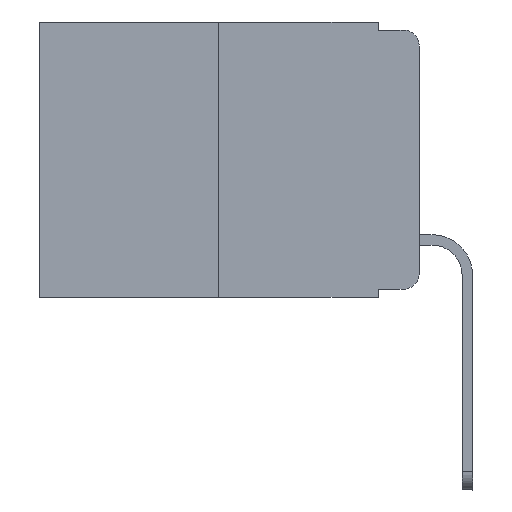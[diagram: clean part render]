
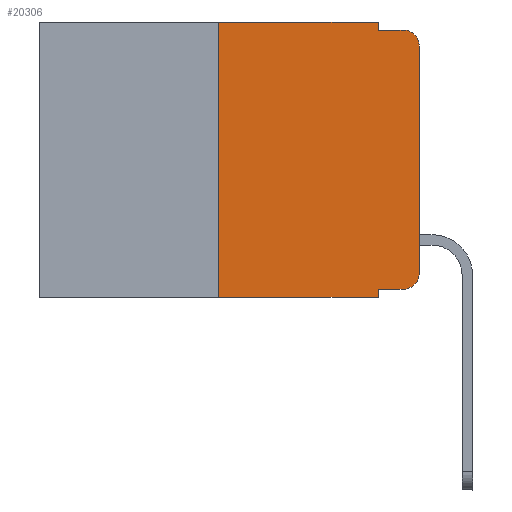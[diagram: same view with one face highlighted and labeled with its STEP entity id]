
A CAD part, left-side view. The second image highlights one B-rep face of the part: STEP entity #20306.
In plain terms, the highlighted planar face has unit normal (-1, 0, 0).
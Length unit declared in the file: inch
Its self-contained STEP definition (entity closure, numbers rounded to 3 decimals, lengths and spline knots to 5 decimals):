
#228 = VERTEX_POINT ( 'NONE', #7842 ) ;
#379 = VERTEX_POINT ( 'NONE', #2065 ) ;
#604 = AXIS2_PLACEMENT_3D ( 'NONE', #6875, #13267, #9599 ) ;
#1529 = EDGE_CURVE ( 'NONE', #4339, #3298, #3467, .T. ) ;
#1640 = ORIENTED_EDGE ( 'NONE', *, *, #7440, .F. ) ;
#1862 = EDGE_CURVE ( 'NONE', #3298, #10811, #15014, .T. ) ;
#2065 = CARTESIAN_POINT ( 'NONE',  ( 0., 0.02, -0.01 ) ) ;
#2120 = EDGE_CURVE ( 'NONE', #4512, #19686, #18996, .T. ) ;
#2629 = CARTESIAN_POINT ( 'NONE',  ( 0., 0.25, -0.343 ) ) ;
#2827 = DIRECTION ( 'NONE',  ( 0., -1., 0. ) ) ;
#2937 = EDGE_CURVE ( 'NONE', #228, #6899, #15972, .T. ) ;
#3098 = DIRECTION ( 'NONE',  ( 0., 0., -1. ) ) ;
#3164 = CARTESIAN_POINT ( 'NONE',  ( 0., 0.25, 0. ) ) ;
#3298 = VERTEX_POINT ( 'NONE', #17225 ) ;
#3418 = CARTESIAN_POINT ( 'NONE',  ( 0., 0., -0.03 ) ) ;
#3467 = CIRCLE ( 'NONE', #5770, 0.02 ) ;
#3636 = CIRCLE ( 'NONE', #604, 0.02 ) ;
#3960 = CARTESIAN_POINT ( 'NONE',  ( 0., 0.25, 0. ) ) ;
#4107 = PLANE ( 'NONE',  #8359 ) ;
#4339 = VERTEX_POINT ( 'NONE', #8646 ) ;
#4411 = ORIENTED_EDGE ( 'NONE', *, *, #1862, .T. ) ;
#4512 = VERTEX_POINT ( 'NONE', #7479 ) ;
#5770 = AXIS2_PLACEMENT_3D ( 'NONE', #17096, #8152, #18669 ) ;
#5778 = ORIENTED_EDGE ( 'NONE', *, *, #12057, .T. ) ;
#6398 = VECTOR ( 'NONE', #20291, 39.37008 ) ;
#6438 = CARTESIAN_POINT ( 'NONE',  ( 0., 0.051, -0.01 ) ) ;
#6555 = CARTESIAN_POINT ( 'NONE',  ( 0., 0.051, -0.343 ) ) ;
#6875 = CARTESIAN_POINT ( 'NONE',  ( 0., 0.02, -0.03 ) ) ;
#6899 = VERTEX_POINT ( 'NONE', #6438 ) ;
#7440 = EDGE_CURVE ( 'NONE', #6899, #379, #16240, .T. ) ;
#7479 = CARTESIAN_POINT ( 'NONE',  ( 0., 0.051, -0.333 ) ) ;
#7547 = FACE_OUTER_BOUND ( 'NONE', #13559, .T. ) ;
#7671 = DIRECTION ( 'NONE',  ( 0., -1., 0. ) ) ;
#7842 = CARTESIAN_POINT ( 'NONE',  ( 0., 0.051, 0. ) ) ;
#7950 = ORIENTED_EDGE ( 'NONE', *, *, #2120, .F. ) ;
#8076 = CARTESIAN_POINT ( 'NONE',  ( 0., 0.051, -0.01 ) ) ;
#8152 = DIRECTION ( 'NONE',  ( -1., 0., 0. ) ) ;
#8359 = AXIS2_PLACEMENT_3D ( 'NONE', #12064, #15505, #18246 ) ;
#8646 = CARTESIAN_POINT ( 'NONE',  ( 0., 0.02, -0.333 ) ) ;
#8948 = LINE ( 'NONE', #15620, #19093 ) ;
#9599 = DIRECTION ( 'NONE',  ( 0., 0., -1. ) ) ;
#9651 = EDGE_CURVE ( 'NONE', #10811, #379, #3636, .T. ) ;
#10108 = ORIENTED_EDGE ( 'NONE', *, *, #13682, .F. ) ;
#10631 = ORIENTED_EDGE ( 'NONE', *, *, #13487, .T. ) ;
#10765 = VECTOR ( 'NONE', #3098, 39.37008 ) ;
#10811 = VERTEX_POINT ( 'NONE', #3418 ) ;
#10845 = VECTOR ( 'NONE', #17113, 39.37008 ) ;
#10937 = CARTESIAN_POINT ( 'NONE',  ( 0., 0.051, 0. ) ) ;
#11535 = VECTOR ( 'NONE', #16131, 39.37008 ) ;
#12057 = EDGE_CURVE ( 'NONE', #20368, #19686, #17181, .T. ) ;
#12064 = CARTESIAN_POINT ( 'NONE',  ( 0., 0.473, 0. ) ) ;
#12226 = ORIENTED_EDGE ( 'NONE', *, *, #9651, .T. ) ;
#12340 = LINE ( 'NONE', #3960, #6398 ) ;
#12413 = VECTOR ( 'NONE', #17908, 39.37008 ) ;
#12628 = ORIENTED_EDGE ( 'NONE', *, *, #1529, .T. ) ;
#12861 = EDGE_CURVE ( 'NONE', #14781, #228, #8948, .T. ) ;
#13267 = DIRECTION ( 'NONE',  ( -1., 0., 0. ) ) ;
#13292 = CARTESIAN_POINT ( 'NONE',  ( 0., 0.051, -0.333 ) ) ;
#13392 = LINE ( 'NONE', #13292, #12413 ) ;
#13487 = EDGE_CURVE ( 'NONE', #4512, #4339, #13392, .T. ) ;
#13559 = EDGE_LOOP ( 'NONE', ( #4411, #12226, #1640, #13674, #14267, #10108, #5778, #7950, #10631, #12628 ) ) ;
#13674 = ORIENTED_EDGE ( 'NONE', *, *, #2937, .F. ) ;
#13682 = EDGE_CURVE ( 'NONE', #20368, #14781, #12340, .T. ) ;
#13730 = CARTESIAN_POINT ( 'NONE',  ( 0., 0.473, -0.343 ) ) ;
#13831 = VECTOR ( 'NONE', #17868, 39.37008 ) ;
#14267 = ORIENTED_EDGE ( 'NONE', *, *, #12861, .F. ) ;
#14781 = VERTEX_POINT ( 'NONE', #3164 ) ;
#15014 = LINE ( 'NONE', #16591, #13831 ) ;
#15505 = DIRECTION ( 'NONE',  ( 1., 0., 0. ) ) ;
#15620 = CARTESIAN_POINT ( 'NONE',  ( 0., 0.473, 0. ) ) ;
#15972 = LINE ( 'NONE', #16067, #10765 ) ;
#16067 = CARTESIAN_POINT ( 'NONE',  ( 0., 0.051, 0. ) ) ;
#16131 = DIRECTION ( 'NONE',  ( 0., -1., 0. ) ) ;
#16240 = LINE ( 'NONE', #8076, #11535 ) ;
#16591 = CARTESIAN_POINT ( 'NONE',  ( 0., 0., 0. ) ) ;
#17096 = CARTESIAN_POINT ( 'NONE',  ( 0., 0.02, -0.313 ) ) ;
#17113 = DIRECTION ( 'NONE',  ( 0., 0., -1. ) ) ;
#17181 = LINE ( 'NONE', #13730, #18106 ) ;
#17225 = CARTESIAN_POINT ( 'NONE',  ( 0., 0., -0.313 ) ) ;
#17868 = DIRECTION ( 'NONE',  ( 0., 0., 1. ) ) ;
#17908 = DIRECTION ( 'NONE',  ( 0., -1., 0. ) ) ;
#18106 = VECTOR ( 'NONE', #2827, 39.37008 ) ;
#18246 = DIRECTION ( 'NONE',  ( 0., 0., -1. ) ) ;
#18669 = DIRECTION ( 'NONE',  ( 0., 0., -1. ) ) ;
#18996 = LINE ( 'NONE', #10937, #10845 ) ;
#19093 = VECTOR ( 'NONE', #7671, 39.37008 ) ;
#19686 = VERTEX_POINT ( 'NONE', #6555 ) ;
#20291 = DIRECTION ( 'NONE',  ( 0., 0., 1. ) ) ;
#20306 = ADVANCED_FACE ( 'NONE', ( #7547 ), #4107, .F. ) ;
#20368 = VERTEX_POINT ( 'NONE', #2629 ) ;
